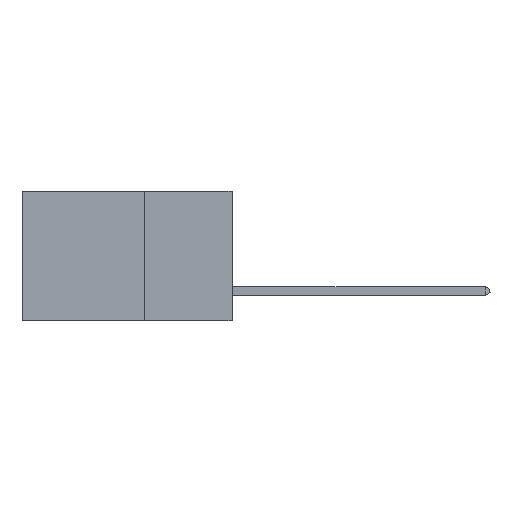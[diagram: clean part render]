
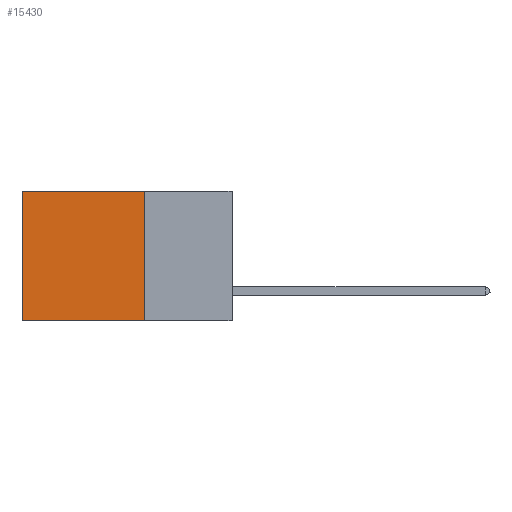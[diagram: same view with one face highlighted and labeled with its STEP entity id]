
A CAD part, left-side view. The second image highlights one B-rep face of the part: STEP entity #15430.
In plain terms, the highlighted planar face has unit normal (-1, 0, 0).
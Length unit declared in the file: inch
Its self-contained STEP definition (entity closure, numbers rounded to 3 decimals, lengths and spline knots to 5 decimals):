
#350 = CARTESIAN_POINT ( 'NONE',  ( 0.2875, 0.6, 0. ) ) ;
#904 = VECTOR ( 'NONE', #30517, 39.37008 ) ;
#2418 = EDGE_CURVE ( 'NONE', #18245, #9228, #9057, .T. ) ;
#3963 = DIRECTION ( 'NONE',  ( 1., 0., 0. ) ) ;
#4926 = ORIENTED_EDGE ( 'NONE', *, *, #7489, .T. ) ;
#5554 = CARTESIAN_POINT ( 'NONE',  ( 0.2875, 0.25, 0. ) ) ;
#6582 = CARTESIAN_POINT ( 'NONE',  ( 0.2875, 0.25, 0. ) ) ;
#6830 = CARTESIAN_POINT ( 'NONE',  ( 0.2875, 0.25, 0. ) ) ;
#7489 = EDGE_CURVE ( 'NONE', #12211, #9228, #21998, .T. ) ;
#7658 = CARTESIAN_POINT ( 'NONE',  ( 0.2875, 0.25, -0.37 ) ) ;
#9057 = LINE ( 'NONE', #27472, #904 ) ;
#9228 = VERTEX_POINT ( 'NONE', #23683 ) ;
#9431 = VERTEX_POINT ( 'NONE', #6830 ) ;
#10178 = FACE_OUTER_BOUND ( 'NONE', #19477, .T. ) ;
#12211 = VERTEX_POINT ( 'NONE', #30448 ) ;
#15208 = ORIENTED_EDGE ( 'NONE', *, *, #33172, .F. ) ;
#15395 = DIRECTION ( 'NONE',  ( 0., 0., -1. ) ) ;
#15430 = ADVANCED_FACE ( 'NONE', ( #10178 ), #22341, .F. ) ;
#18245 = VERTEX_POINT ( 'NONE', #7658 ) ;
#18673 = EDGE_CURVE ( 'NONE', #9431, #12211, #19422, .T. ) ;
#19422 = LINE ( 'NONE', #6582, #24184 ) ;
#19477 = EDGE_LOOP ( 'NONE', ( #4926, #28917, #15208, #26917 ) ) ;
#21715 = DIRECTION ( 'NONE',  ( 0., 0., -1. ) ) ;
#21998 = LINE ( 'NONE', #350, #22951 ) ;
#22341 = PLANE ( 'NONE',  #38329 ) ;
#22951 = VECTOR ( 'NONE', #21715, 39.37008 ) ;
#23683 = CARTESIAN_POINT ( 'NONE',  ( 0.2875, 0.6, -0.37 ) ) ;
#24184 = VECTOR ( 'NONE', #26305, 39.37008 ) ;
#26305 = DIRECTION ( 'NONE',  ( 0., 1., 0. ) ) ;
#26917 = ORIENTED_EDGE ( 'NONE', *, *, #18673, .T. ) ;
#27472 = CARTESIAN_POINT ( 'NONE',  ( 0.2875, 0.25, -0.37 ) ) ;
#28917 = ORIENTED_EDGE ( 'NONE', *, *, #2418, .F. ) ;
#29631 = VECTOR ( 'NONE', #15395, 39.37008 ) ;
#30448 = CARTESIAN_POINT ( 'NONE',  ( 0.2875, 0.6, 0. ) ) ;
#30517 = DIRECTION ( 'NONE',  ( 0., 1., 0. ) ) ;
#31703 = DIRECTION ( 'NONE',  ( 0., 0., -1. ) ) ;
#33172 = EDGE_CURVE ( 'NONE', #9431, #18245, #37258, .T. ) ;
#34448 = CARTESIAN_POINT ( 'NONE',  ( 0.2875, 0.25, 0. ) ) ;
#37258 = LINE ( 'NONE', #5554, #29631 ) ;
#38329 = AXIS2_PLACEMENT_3D ( 'NONE', #34448, #3963, #31703 ) ;
